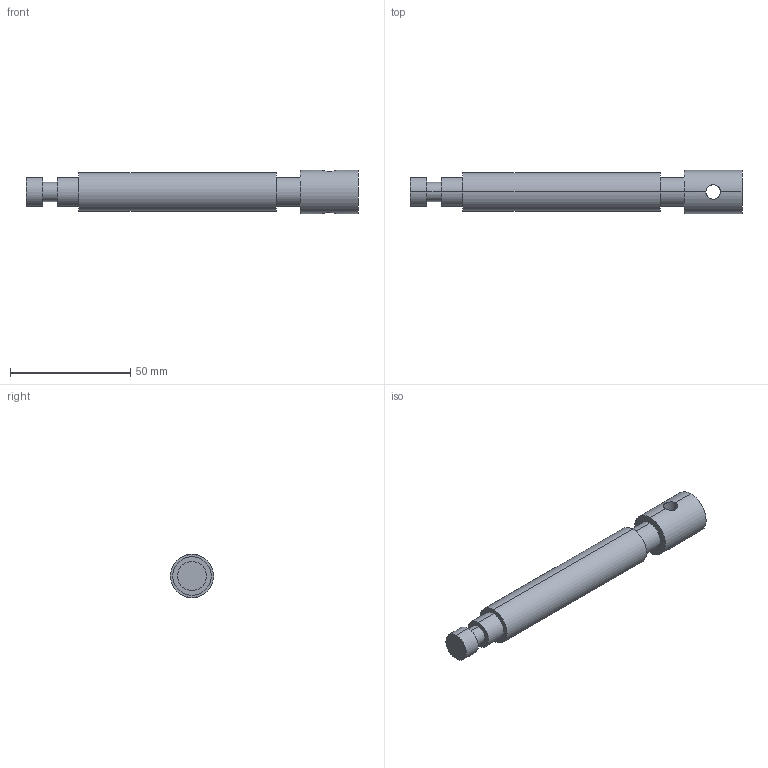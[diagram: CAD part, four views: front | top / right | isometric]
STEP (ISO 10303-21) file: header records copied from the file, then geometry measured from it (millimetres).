
FILE_DESCRIPTION (( 'STEP AP214' ), '1' );
FILE_NAME ('CE-8.1.1-01-003 (Lead Screw).STEP', '2022-03-02T21:34:02', ( '' ), ( '' ), 'SwSTEP 2.0', 'SolidWorks 2020', '' );
FILE_SCHEMA (( 'AUTOMOTIVE_DESIGN' ));
Length unit declared in the file: millimetre
Products named in the file (1): CE-8.1.1-01-003 (Lead Screw)
Bounding box: 138 x 18 x 18 mm (x, y, z)
Volume: 25334.7 mm3; surface area: 7692.7 mm2
Topology: 1 solids, 1 shells, 21 faces, 44 edges, 28 vertices
Faces by surface type: cylinder 14, plane 7
Entity records: 724 total; most frequent: CARTESIAN_POINT 218, DIRECTION 108, ORIENTED_EDGE 88, AXIS2_PLACEMENT_3D 46, EDGE_CURVE 44, VERTEX_POINT 28, EDGE_LOOP 26, CIRCLE 24
